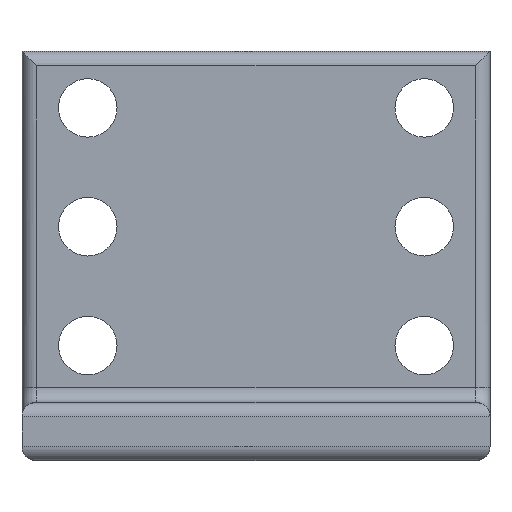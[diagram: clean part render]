
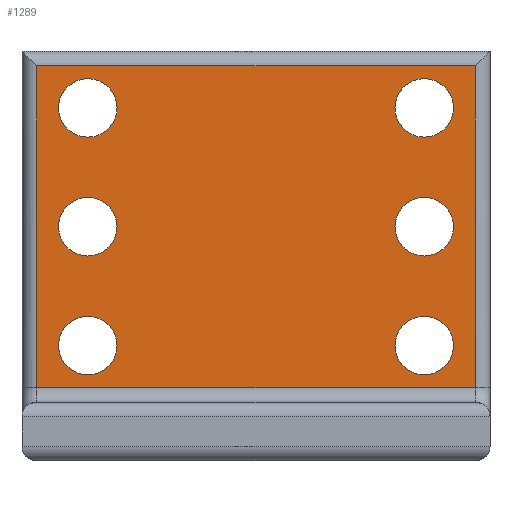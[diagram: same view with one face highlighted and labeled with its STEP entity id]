
A CAD part, front view. The second image highlights one B-rep face of the part: STEP entity #1289.
In plain terms, the highlighted planar face has unit normal (0, -1, 0).
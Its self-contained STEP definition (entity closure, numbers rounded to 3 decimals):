
#70=CARTESIAN_POINT('Vertex',(4.75,12.,8.)) ;
#73=CARTESIAN_POINT('Axis2P3D Location',(5.75,12.,8.)) ;
#77=CARTESIAN_POINT('Vertex',(6.75,12.,8.)) ;
#97=CARTESIAN_POINT('Axis2P3D Location',(5.75,12.,8.)) ;
#127=CARTESIAN_POINT('Vertex',(4.75,12.,3.938)) ;
#130=CARTESIAN_POINT('Axis2P3D Location',(5.75,12.,3.938)) ;
#134=CARTESIAN_POINT('Vertex',(6.75,12.,3.938)) ;
#154=CARTESIAN_POINT('Axis2P3D Location',(5.75,12.,3.938)) ;
#184=CARTESIAN_POINT('Vertex',(-4.75,12.,8.)) ;
#187=CARTESIAN_POINT('Axis2P3D Location',(-5.75,12.,8.)) ;
#191=CARTESIAN_POINT('Vertex',(-6.75,12.,8.)) ;
#211=CARTESIAN_POINT('Axis2P3D Location',(-5.75,12.,8.)) ;
#241=CARTESIAN_POINT('Vertex',(-4.75,12.,3.938)) ;
#244=CARTESIAN_POINT('Axis2P3D Location',(-5.75,12.,3.938)) ;
#248=CARTESIAN_POINT('Vertex',(-6.75,12.,3.938)) ;
#268=CARTESIAN_POINT('Axis2P3D Location',(-5.75,12.,3.938)) ;
#298=CARTESIAN_POINT('Vertex',(4.75,12.,12.063)) ;
#301=CARTESIAN_POINT('Axis2P3D Location',(5.75,12.,12.063)) ;
#305=CARTESIAN_POINT('Vertex',(6.75,12.,12.063)) ;
#325=CARTESIAN_POINT('Axis2P3D Location',(5.75,12.,12.063)) ;
#355=CARTESIAN_POINT('Vertex',(-4.75,12.,12.063)) ;
#358=CARTESIAN_POINT('Axis2P3D Location',(-5.75,12.,12.063)) ;
#362=CARTESIAN_POINT('Vertex',(-6.75,12.,12.063)) ;
#382=CARTESIAN_POINT('Axis2P3D Location',(-5.75,12.,12.063)) ;
#989=CARTESIAN_POINT('Vertex',(7.5,12.,2.5)) ;
#1047=CARTESIAN_POINT('Vertex',(-7.5,12.,2.5)) ;
#1057=CARTESIAN_POINT('Line Origine',(0.,12.,2.5)) ;
#1213=CARTESIAN_POINT('Line Origine',(7.5,12.,7.)) ;
#1217=CARTESIAN_POINT('Vertex',(7.5,12.,13.5)) ;
#1242=CARTESIAN_POINT('Axis2P3D Location',(-8.,12.,0.)) ;
#1247=CARTESIAN_POINT('Line Origine',(-7.5,12.,8.)) ;
#1251=CARTESIAN_POINT('Vertex',(-7.5,12.,13.5)) ;
#1254=CARTESIAN_POINT('Line Origine',(0.,12.,13.5)) ;
#74=DIRECTION('Axis2P3D Direction',(0.,1.,-0.)) ;
#98=DIRECTION('Axis2P3D Direction',(0.,1.,-0.)) ;
#131=DIRECTION('Axis2P3D Direction',(0.,1.,-0.)) ;
#155=DIRECTION('Axis2P3D Direction',(0.,1.,-0.)) ;
#188=DIRECTION('Axis2P3D Direction',(0.,1.,-0.)) ;
#212=DIRECTION('Axis2P3D Direction',(0.,1.,-0.)) ;
#245=DIRECTION('Axis2P3D Direction',(0.,1.,-0.)) ;
#269=DIRECTION('Axis2P3D Direction',(0.,1.,-0.)) ;
#302=DIRECTION('Axis2P3D Direction',(0.,1.,-0.)) ;
#326=DIRECTION('Axis2P3D Direction',(0.,1.,-0.)) ;
#359=DIRECTION('Axis2P3D Direction',(0.,1.,-0.)) ;
#383=DIRECTION('Axis2P3D Direction',(0.,1.,-0.)) ;
#1058=DIRECTION('Vector Direction',(1.,0.,0.)) ;
#1214=DIRECTION('Vector Direction',(0.,0.,-1.)) ;
#1243=DIRECTION('Axis2P3D Direction',(0.,-1.,0.)) ;
#1244=DIRECTION('Axis2P3D XDirection',(1.,0.,0.)) ;
#1248=DIRECTION('Vector Direction',(0.,0.,1.)) ;
#1255=DIRECTION('Vector Direction',(1.,0.,0.)) ;
#75=AXIS2_PLACEMENT_3D('Circle Axis2P3D',#73,#74,$) ;
#99=AXIS2_PLACEMENT_3D('Circle Axis2P3D',#97,#98,$) ;
#132=AXIS2_PLACEMENT_3D('Circle Axis2P3D',#130,#131,$) ;
#156=AXIS2_PLACEMENT_3D('Circle Axis2P3D',#154,#155,$) ;
#189=AXIS2_PLACEMENT_3D('Circle Axis2P3D',#187,#188,$) ;
#213=AXIS2_PLACEMENT_3D('Circle Axis2P3D',#211,#212,$) ;
#246=AXIS2_PLACEMENT_3D('Circle Axis2P3D',#244,#245,$) ;
#270=AXIS2_PLACEMENT_3D('Circle Axis2P3D',#268,#269,$) ;
#303=AXIS2_PLACEMENT_3D('Circle Axis2P3D',#301,#302,$) ;
#327=AXIS2_PLACEMENT_3D('Circle Axis2P3D',#325,#326,$) ;
#360=AXIS2_PLACEMENT_3D('Circle Axis2P3D',#358,#359,$) ;
#384=AXIS2_PLACEMENT_3D('Circle Axis2P3D',#382,#383,$) ;
#1245=AXIS2_PLACEMENT_3D('Plane Axis2P3D',#1242,#1243,#1244) ;
#1260=ORIENTED_EDGE('',*,*,#1253,.T.) ;
#1261=ORIENTED_EDGE('',*,*,#1061,.T.) ;
#1262=ORIENTED_EDGE('',*,*,#1219,.T.) ;
#1263=ORIENTED_EDGE('',*,*,#1258,.F.) ;
#1266=ORIENTED_EDGE('',*,*,#101,.T.) ;
#1267=ORIENTED_EDGE('',*,*,#79,.T.) ;
#1270=ORIENTED_EDGE('',*,*,#158,.T.) ;
#1271=ORIENTED_EDGE('',*,*,#136,.T.) ;
#1274=ORIENTED_EDGE('',*,*,#215,.T.) ;
#1275=ORIENTED_EDGE('',*,*,#193,.T.) ;
#1278=ORIENTED_EDGE('',*,*,#272,.T.) ;
#1279=ORIENTED_EDGE('',*,*,#250,.T.) ;
#1282=ORIENTED_EDGE('',*,*,#329,.T.) ;
#1283=ORIENTED_EDGE('',*,*,#307,.T.) ;
#1286=ORIENTED_EDGE('',*,*,#386,.T.) ;
#1287=ORIENTED_EDGE('',*,*,#364,.T.) ;
#1268=FACE_BOUND('',#1265,.T.) ;
#1272=FACE_BOUND('',#1269,.T.) ;
#1276=FACE_BOUND('',#1273,.T.) ;
#1280=FACE_BOUND('',#1277,.T.) ;
#1284=FACE_BOUND('',#1281,.T.) ;
#1288=FACE_BOUND('',#1285,.T.) ;
#1059=VECTOR('Line Direction',#1058,1.) ;
#1215=VECTOR('Line Direction',#1214,1.) ;
#1249=VECTOR('Line Direction',#1248,1.) ;
#1256=VECTOR('Line Direction',#1255,1.) ;
#1289=ADVANCED_FACE('Pi\X2\00E8\X0\ce cam\X2\00E9\X0\ra',(#1264,#1268,#1272,#1276,#1280,#1284,#1288),#1246,.T.) ;
#76=CIRCLE('generated circle',#75,1.) ;
#100=CIRCLE('generated circle',#99,1.) ;
#133=CIRCLE('generated circle',#132,1.) ;
#157=CIRCLE('generated circle',#156,1.) ;
#190=CIRCLE('generated circle',#189,1.) ;
#214=CIRCLE('generated circle',#213,1.) ;
#247=CIRCLE('generated circle',#246,1.) ;
#271=CIRCLE('generated circle',#270,1.) ;
#304=CIRCLE('generated circle',#303,1.) ;
#328=CIRCLE('generated circle',#327,1.) ;
#361=CIRCLE('generated circle',#360,1.) ;
#385=CIRCLE('generated circle',#384,1.) ;
#79=EDGE_CURVE('',#78,#71,#76,.T.) ;
#101=EDGE_CURVE('',#71,#78,#100,.T.) ;
#136=EDGE_CURVE('',#135,#128,#133,.T.) ;
#158=EDGE_CURVE('',#128,#135,#157,.T.) ;
#193=EDGE_CURVE('',#192,#185,#190,.T.) ;
#215=EDGE_CURVE('',#185,#192,#214,.T.) ;
#250=EDGE_CURVE('',#249,#242,#247,.T.) ;
#272=EDGE_CURVE('',#242,#249,#271,.T.) ;
#307=EDGE_CURVE('',#306,#299,#304,.T.) ;
#329=EDGE_CURVE('',#299,#306,#328,.T.) ;
#364=EDGE_CURVE('',#363,#356,#361,.T.) ;
#386=EDGE_CURVE('',#356,#363,#385,.T.) ;
#1061=EDGE_CURVE('',#1048,#990,#1060,.T.) ;
#1219=EDGE_CURVE('',#990,#1218,#1216,.F.) ;
#1253=EDGE_CURVE('',#1252,#1048,#1250,.F.) ;
#1258=EDGE_CURVE('',#1252,#1218,#1257,.T.) ;
#1259=EDGE_LOOP('',(#1260,#1261,#1262,#1263)) ;
#1265=EDGE_LOOP('',(#1266,#1267)) ;
#1269=EDGE_LOOP('',(#1270,#1271)) ;
#1273=EDGE_LOOP('',(#1274,#1275)) ;
#1277=EDGE_LOOP('',(#1278,#1279)) ;
#1281=EDGE_LOOP('',(#1282,#1283)) ;
#1285=EDGE_LOOP('',(#1286,#1287)) ;
#1264=FACE_OUTER_BOUND('',#1259,.T.) ;
#1060=LINE('Line',#1057,#1059) ;
#1216=LINE('Line',#1213,#1215) ;
#1250=LINE('Line',#1247,#1249) ;
#1257=LINE('Line',#1254,#1256) ;
#1246=PLANE('Plane',#1245) ;
#71=VERTEX_POINT('',#70) ;
#78=VERTEX_POINT('',#77) ;
#128=VERTEX_POINT('',#127) ;
#135=VERTEX_POINT('',#134) ;
#185=VERTEX_POINT('',#184) ;
#192=VERTEX_POINT('',#191) ;
#242=VERTEX_POINT('',#241) ;
#249=VERTEX_POINT('',#248) ;
#299=VERTEX_POINT('',#298) ;
#306=VERTEX_POINT('',#305) ;
#356=VERTEX_POINT('',#355) ;
#363=VERTEX_POINT('',#362) ;
#990=VERTEX_POINT('',#989) ;
#1048=VERTEX_POINT('',#1047) ;
#1218=VERTEX_POINT('',#1217) ;
#1252=VERTEX_POINT('',#1251) ;
